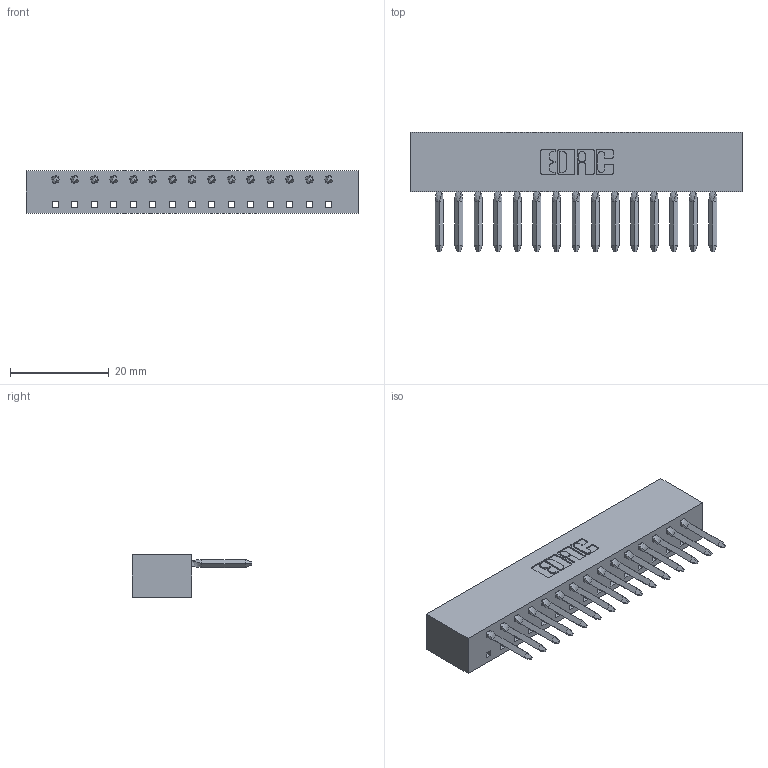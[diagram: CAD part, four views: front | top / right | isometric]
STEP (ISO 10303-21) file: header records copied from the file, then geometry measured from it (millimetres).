
FILE_DESCRIPTION (( 'STEP AP203' ), '1' );
FILE_NAME ('338-015-540-101.STEP', '2020-03-24T16:59:30', ( '' ), ( '' ), 'SwSTEP 2.0', 'SolidWorks 2016', '' );
FILE_SCHEMA (( 'CONFIG_CONTROL_DESIGN' ));
Length unit declared in the file: inch
Products named in the file (3): 338-290-001_540; 338-210-001_338-210-015-001; 338-015-540-101
Assembly tree (16 placements, depth 2):
  338-015-540-101
    338-210-001_338-210-015-001
    338-290-001_540  x15
Bounding box: 67.31 x 24.21 x 8.71 mm (x, y, z)
Volume: 4850.1 mm3; surface area: 7639.5 mm2
Topology: 16 solids, 16 shells, 1481 faces, 4082 edges, 2610 vertices
Faces by surface type: plane 1021, cylinder 400, bspline 60
Entity records: 31356 total; most frequent: CARTESIAN_POINT 6361, ORIENTED_EDGE 5280, DIRECTION 4909, EDGE_CURVE 2640, VECTOR 1937, LINE 1937, VERTEX_POINT 1714, AXIS2_PLACEMENT_3D 1486
